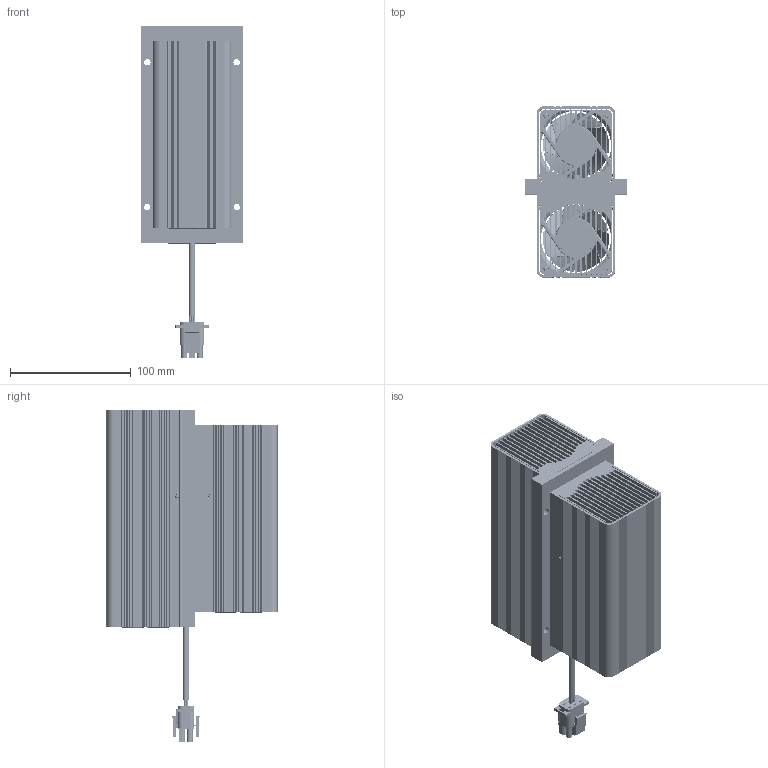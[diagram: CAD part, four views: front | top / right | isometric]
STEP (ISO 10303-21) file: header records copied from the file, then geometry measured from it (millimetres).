
FILE_DESCRIPTION (( 'STEP AP203' ), '1' );
FILE_NAME ('AAT-055.STEP', '2023-05-15T07:13:18', ( '' ), ( '' ), 'SwSTEP 2.0', 'SolidWorks 2018', '' );
FILE_SCHEMA (( 'CONFIG_CONTROL_DESIGN' ));
Products named in the file (1): AAT-055
Bounding box: 84 x 141.8 x 274.97 mm (x, y, z)
Surface area: 761533 mm2 (no closed solid volume)
Topology: 0 solids, 94 shells, 4351 faces, 11433 edges, 7248 vertices
Faces by surface type: plane 1712, cylinder 1523, bspline 620, torus 347, cone 125, sphere 24
Entity records: 262483 total; most frequent: CARTESIAN_POINT 163569, ORIENTED_EDGE 22666, DIRECTION 17211, EDGE_CURVE 11337, VERTEX_POINT 7224, AXIS2_PLACEMENT_3D 6090, LINE 5031, VECTOR 5031
